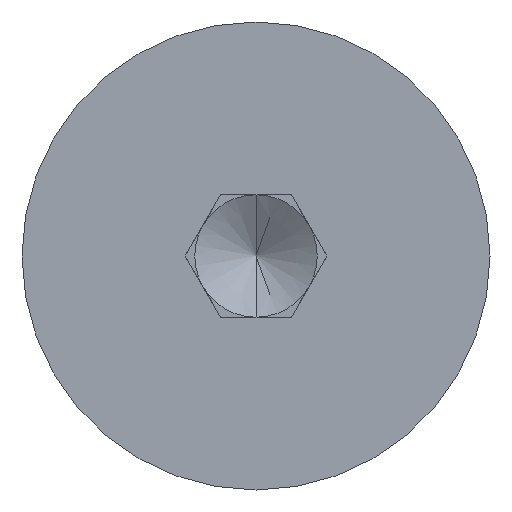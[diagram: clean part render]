
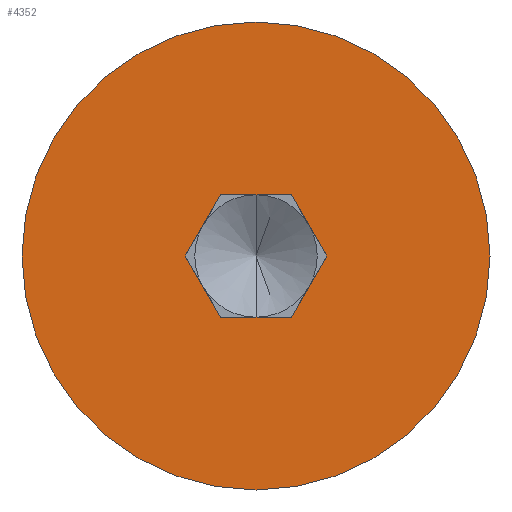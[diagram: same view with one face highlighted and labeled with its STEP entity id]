
A CAD part, left-side view. The second image highlights one B-rep face of the part: STEP entity #4352.
In plain terms, the highlighted planar face has unit normal (-1, 0, 0).
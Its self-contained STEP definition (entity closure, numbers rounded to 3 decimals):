
#878 = CARTESIAN_POINT ( 'NONE',  ( 0., -1.144, 0. ) ) ;
#1222 = PLANE ( 'NONE',  #1305 ) ;
#1223 = CIRCLE ( 'NONE', #1306, 3.783 ) ;
#1224 = LINE ( 'NONE', #1311, #1310 ) ;
#1225 = DIRECTION ( 'NONE',  ( 0., -0.5, 0.866 ) ) ;
#1226 = VECTOR ( 'NONE', #1225, 1000. ) ;
#1227 = CARTESIAN_POINT ( 'NONE',  ( 0., 1.144, 0. ) ) ;
#1228 = LINE ( 'NONE', #1227, #1226 ) ;
#1229 = CARTESIAN_POINT ( 'NONE',  ( 0., 0., 0. ) ) ;
#1230 = DIRECTION ( 'NONE',  ( 0., 0.5, 0.866 ) ) ;
#1231 = VECTOR ( 'NONE', #1230, 1000. ) ;
#1232 = FACE_BOUND ( 'NONE', #4197, .T. ) ;
#1233 = DIRECTION ( 'NONE',  ( 0., 1., 0. ) ) ;
#1234 = VECTOR ( 'NONE', #1233, 1000. ) ;
#1235 = CARTESIAN_POINT ( 'NONE',  ( 0., -0.572, -0.991 ) ) ;
#1236 = LINE ( 'NONE', #1239, #1231 ) ;
#1237 = CARTESIAN_POINT ( 'NONE',  ( 0., 1.144, 0. ) ) ;
#1238 = CARTESIAN_POINT ( 'NONE',  ( 0., -0.572, 0.991 ) ) ;
#1239 = CARTESIAN_POINT ( 'NONE',  ( 0., 0.572, -0.991 ) ) ;
#1240 = DIRECTION ( 'NONE',  ( 0., 0.5, -0.866 ) ) ;
#1241 = VECTOR ( 'NONE', #1240, 1000. ) ;
#1246 = CARTESIAN_POINT ( 'NONE',  ( 0., -1.144, 0. ) ) ;
#1247 = LINE ( 'NONE', #1246, #1241 ) ;
#1248 = CARTESIAN_POINT ( 'NONE',  ( 0., -0.572, -0.991 ) ) ;
#1264 = CARTESIAN_POINT ( 'NONE',  ( 0., 0.572, 0.991 ) ) ;
#1282 = CARTESIAN_POINT ( 'NONE',  ( 0., 0.572, -0.991 ) ) ;
#1285 = LINE ( 'NONE', #1235, #1234 ) ;
#1295 = DIRECTION ( 'NONE',  ( 0., -1., 0. ) ) ;
#1296 = VECTOR ( 'NONE', #1295, 1000. ) ;
#1297 = DIRECTION ( 'NONE',  ( 0., 0., 1. ) ) ;
#1298 = DIRECTION ( 'NONE',  ( -1., 0., 0. ) ) ;
#1300 = CARTESIAN_POINT ( 'NONE',  ( 0., 0.572, 0.991 ) ) ;
#1301 = LINE ( 'NONE', #1300, #1296 ) ;
#1302 = DIRECTION ( 'NONE',  ( 0., 0., 1. ) ) ;
#1303 = DIRECTION ( 'NONE',  ( -1., 0., 0. ) ) ;
#1304 = CARTESIAN_POINT ( 'NONE',  ( 0., 0., 0. ) ) ;
#1305 = AXIS2_PLACEMENT_3D ( 'NONE', #1304, #1303, #1302 ) ;
#1306 = AXIS2_PLACEMENT_3D ( 'NONE', #1229, #1298, #1297 ) ;
#1308 = FACE_OUTER_BOUND ( 'NONE', #4330, .T. ) ;
#1309 = DIRECTION ( 'NONE',  ( 0., -0.5, -0.866 ) ) ;
#1310 = VECTOR ( 'NONE', #1309, 1000. ) ;
#1311 = CARTESIAN_POINT ( 'NONE',  ( 0., -0.572, 0.991 ) ) ;
#1346 = DIRECTION ( 'NONE',  ( 0., 0., 1. ) ) ;
#1347 = DIRECTION ( 'NONE',  ( -1., 0., 0. ) ) ;
#1348 = CARTESIAN_POINT ( 'NONE',  ( 0., 0., 0. ) ) ;
#1349 = AXIS2_PLACEMENT_3D ( 'NONE', #1348, #1347, #1346 ) ;
#1469 = CARTESIAN_POINT ( 'NONE',  ( 0., 0., 3.783 ) ) ;
#1560 = CIRCLE ( 'NONE', #1349, 3.783 ) ;
#1565 = CARTESIAN_POINT ( 'NONE',  ( 0., 0., -3.783 ) ) ;
#4197 = EDGE_LOOP ( 'NONE', ( #4338, #4337, #4343, #4345, #4342, #4258 ) ) ;
#4215 = VERTEX_POINT ( 'NONE', #878 ) ;
#4245 = ORIENTED_EDGE ( 'NONE', *, *, #4421, .T. ) ;
#4258 = ORIENTED_EDGE ( 'NONE', *, *, #4354, .T. ) ;
#4330 = EDGE_LOOP ( 'NONE', ( #4245, #4351 ) ) ;
#4332 = VERTEX_POINT ( 'NONE', #1282 ) ;
#4336 = VERTEX_POINT ( 'NONE', #1248 ) ;
#4337 = ORIENTED_EDGE ( 'NONE', *, *, #4339, .T. ) ;
#4338 = ORIENTED_EDGE ( 'NONE', *, *, #4348, .T. ) ;
#4339 = EDGE_CURVE ( 'NONE', #4215, #4336, #1247, .T. ) ;
#4340 = VERTEX_POINT ( 'NONE', #1264 ) ;
#4341 = EDGE_CURVE ( 'NONE', #4336, #4332, #1285, .T. ) ;
#4342 = ORIENTED_EDGE ( 'NONE', *, *, #4346, .T. ) ;
#4343 = ORIENTED_EDGE ( 'NONE', *, *, #4341, .T. ) ;
#4344 = EDGE_CURVE ( 'NONE', #4332, #4347, #1236, .T. ) ;
#4345 = ORIENTED_EDGE ( 'NONE', *, *, #4344, .T. ) ;
#4346 = EDGE_CURVE ( 'NONE', #4347, #4340, #1228, .T. ) ;
#4347 = VERTEX_POINT ( 'NONE', #1237 ) ;
#4348 = EDGE_CURVE ( 'NONE', #4349, #4215, #1224, .T. ) ;
#4349 = VERTEX_POINT ( 'NONE', #1238 ) ;
#4351 = ORIENTED_EDGE ( 'NONE', *, *, #4353, .T. ) ;
#4352 = ADVANCED_FACE ( 'NONE', ( #1308, #1232 ), #1222, .T. ) ;
#4353 = EDGE_CURVE ( 'NONE', #4414, #4412, #1223, .T. ) ;
#4354 = EDGE_CURVE ( 'NONE', #4340, #4349, #1301, .T. ) ;
#4412 = VERTEX_POINT ( 'NONE', #1469 ) ;
#4414 = VERTEX_POINT ( 'NONE', #1565 ) ;
#4421 = EDGE_CURVE ( 'NONE', #4412, #4414, #1560, .T. ) ;
